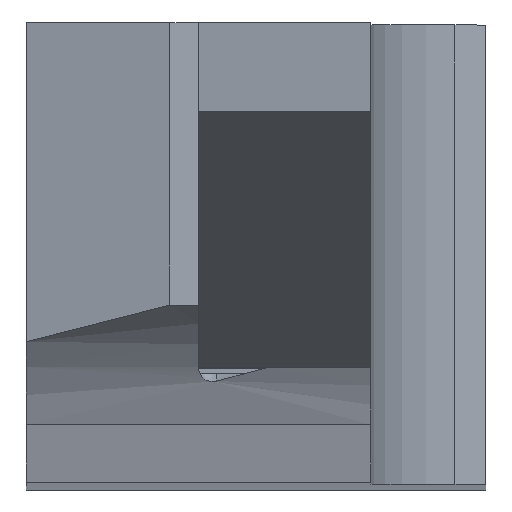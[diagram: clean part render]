
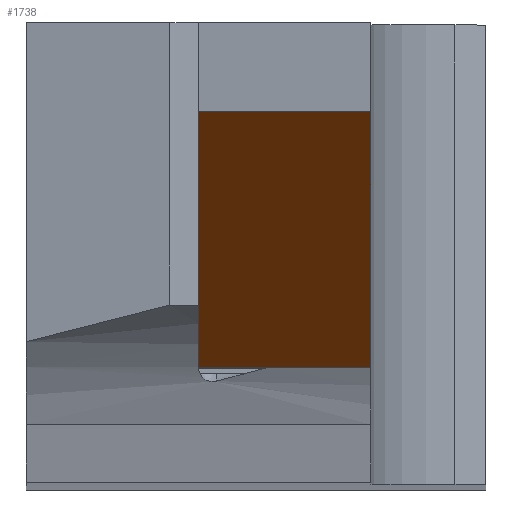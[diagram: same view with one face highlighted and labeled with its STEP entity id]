
A CAD part, top view. The second image highlights one B-rep face of the part: STEP entity #1738.
In plain terms, the highlighted planar face has unit normal (0, -0.819, 0.574).
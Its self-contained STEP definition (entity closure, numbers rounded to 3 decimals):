
#79 = EDGE_CURVE ( 'Defeature ausgef�hrt2_29+Defeature ausgef�hrt2_28+Defeature ausgef�hrt2_32+Defeature ausgef�hrt2_27', #715, #351, #1017, .T. ) ;
#103 = EDGE_CURVE ( 'Defeature ausgef�hrt2_0+Defeature ausgef�hrt2_29+Defeature ausgef�hrt2_25+Defeature ausgef�hrt2_4', #1450, #756, #1246, .T. ) ;
#175 = EDGE_CURVE ( 'Defeature ausgef�hrt2_15+Defeature ausgef�hrt2_29+Defeature ausgef�hrt2_10+Defeature ausgef�hrt2_19', #671, #1354, #940, .T. ) ;
#198 = VECTOR ( 'NONE', #1757, 1000. ) ;
#351 = VERTEX_POINT ( 'NONE', #846 ) ;
#449 = VECTOR ( 'NONE', #1577, 1000. ) ;
#483 = LINE ( 'NONE', #1440, #449 ) ;
#527 = ORIENTED_EDGE ( 'NONE', *, *, #103, .F. ) ;
#587 = ORIENTED_EDGE ( 'NONE', *, *, #999, .F. ) ;
#604 = EDGE_CURVE ( 'Defeature ausgef�hrt2_27+Defeature ausgef�hrt2_29+Defeature ausgef�hrt2_4+Defeature ausgef�hrt2_28', #756, #351, #708, .T. ) ;
#633 = ORIENTED_EDGE ( 'NONE', *, *, #175, .F. ) ;
#637 = PLANE ( 'NONE',  #1298 ) ;
#647 = CARTESIAN_POINT ( 'NONE',  ( 6., 6.435, 4.78 ) ) ;
#671 = VERTEX_POINT ( 'NONE', #922 ) ;
#675 = CARTESIAN_POINT ( 'NONE',  ( 3., 3.088, 0. ) ) ;
#708 = LINE ( 'NONE', #1154, #1388 ) ;
#715 = VERTEX_POINT ( 'NONE', #647 ) ;
#756 = VERTEX_POINT ( 'NONE', #675 ) ;
#760 = ORIENTED_EDGE ( 'NONE', *, *, #1518, .T. ) ;
#810 = ORIENTED_EDGE ( 'NONE', *, *, #604, .F. ) ;
#846 = CARTESIAN_POINT ( 'NONE',  ( 3., 6.435, 4.78 ) ) ;
#915 = DIRECTION ( 'NONE',  ( 0., 0.574, 0.819 ) ) ;
#922 = CARTESIAN_POINT ( 'NONE',  ( 6., 2., -1.554 ) ) ;
#937 = CARTESIAN_POINT ( 'NONE',  ( 3., 6.435, 4.78 ) ) ;
#940 = LINE ( 'NONE', #1072, #1253 ) ;
#985 = CARTESIAN_POINT ( 'NONE',  ( 4.22, 2., -1.554 ) ) ;
#999 = EDGE_CURVE ( 'Defeature ausgef�hrt2_25+Defeature ausgef�hrt2_29+Defeature ausgef�hrt2_19+Defeature ausgef�hrt2_0', #1354, #1450, #1181, .T. ) ;
#1017 = LINE ( 'NONE', #1111, #1287 ) ;
#1018 = DIRECTION ( 'NONE',  ( -1., 0., 0. ) ) ;
#1072 = CARTESIAN_POINT ( 'NONE',  ( 6., 2., -1.554 ) ) ;
#1111 = CARTESIAN_POINT ( 'NONE',  ( 6., 6.435, 4.78 ) ) ;
#1154 = CARTESIAN_POINT ( 'NONE',  ( 3., 6.435, 4.78 ) ) ;
#1181 = LINE ( 'NONE', #1696, #1458 ) ;
#1202 = DIRECTION ( 'NONE',  ( -1., 0., 0. ) ) ;
#1238 = DIRECTION ( 'NONE',  ( -1., 0., 0. ) ) ;
#1246 = LINE ( 'NONE', #937, #198 ) ;
#1253 = VECTOR ( 'NONE', #1202, 1000. ) ;
#1284 = ORIENTED_EDGE ( 'NONE', *, *, #79, .T. ) ;
#1287 = VECTOR ( 'NONE', #1238, 1000. ) ;
#1298 = AXIS2_PLACEMENT_3D ( 'NONE', #1589, #1736, #915 ) ;
#1354 = VERTEX_POINT ( 'NONE', #985 ) ;
#1388 = VECTOR ( 'NONE', #1711, 1000. ) ;
#1440 = CARTESIAN_POINT ( 'NONE',  ( 6., 6.435, 4.78 ) ) ;
#1450 = VERTEX_POINT ( 'NONE', #1709 ) ;
#1458 = VECTOR ( 'NONE', #1018, 1000. ) ;
#1514 = FACE_OUTER_BOUND ( 'NONE', #1525, .T. ) ;
#1518 = EDGE_CURVE ( 'Defeature ausgef�hrt2_29+Defeature ausgef�hrt2_32+Defeature ausgef�hrt2_15+Defeature ausgef�hrt2_28', #671, #715, #483, .T. ) ;
#1525 = EDGE_LOOP ( 'NONE', ( #527, #587, #633, #760, #1284, #810 ) ) ;
#1577 = DIRECTION ( 'NONE',  ( 0., 0.574, 0.819 ) ) ;
#1589 = CARTESIAN_POINT ( 'NONE',  ( 6., 6.435, 4.78 ) ) ;
#1696 = CARTESIAN_POINT ( 'NONE',  ( 6., 2., -1.554 ) ) ;
#1709 = CARTESIAN_POINT ( 'NONE',  ( 3., 2., -1.554 ) ) ;
#1711 = DIRECTION ( 'NONE',  ( 0., 0.574, 0.819 ) ) ;
#1736 = DIRECTION ( 'NONE',  ( 0., -0.819, 0.574 ) ) ;
#1738 = ADVANCED_FACE ( 'Defeature ausgef�hrt2_29', ( #1514 ), #637, .T. ) ;
#1757 = DIRECTION ( 'NONE',  ( 0., 0.574, 0.819 ) ) ;
